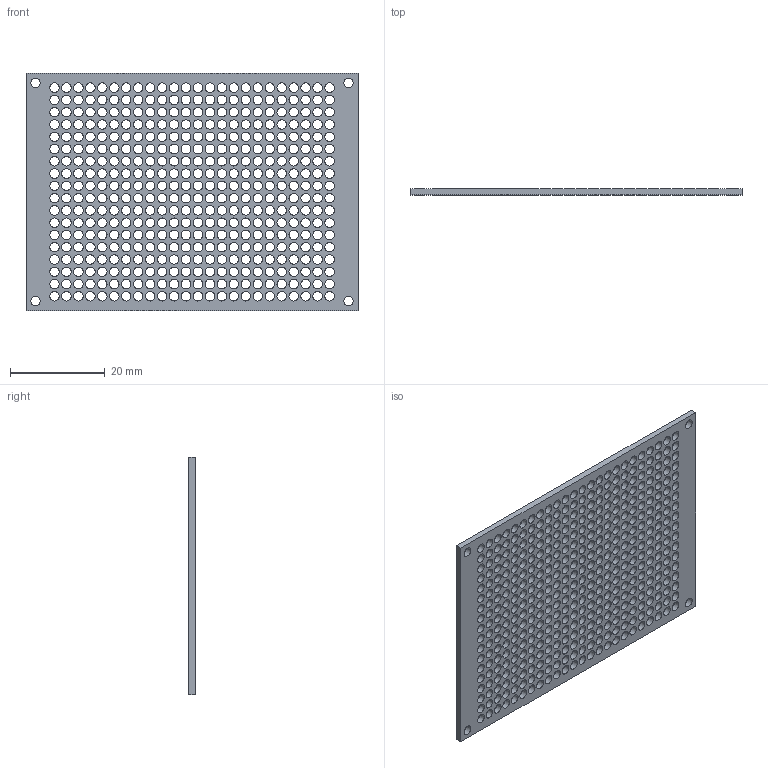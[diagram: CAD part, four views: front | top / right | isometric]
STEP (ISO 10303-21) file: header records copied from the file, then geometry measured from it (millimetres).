
FILE_DESCRIPTION(/* description */ (''),/* implementation_level */ '2;1');
FILE_NAME(/* name */ 'PCB.step',/* time_stamp */ '2018-10-05T18:19:10+02:00',/* author */ ('Rodrigo HC'),/* organization */ (''),/* preprocessor_version */ 'ST-DEVELOPER v16.1',/* originating_system */ 'Autodesk Inventor 2016',/* authorisation */ '');
FILE_SCHEMA (('AUTOMOTIVE_DESIGN { 1 0 10303 214 3 1 1 }'));
Length unit declared in the file: millimetre
Products named in the file (1): PCB
Bounding box: 70 x 1.3 x 50 mm (x, y, z)
Volume: 2769.3 mm3; surface area: 8133.8 mm2
Topology: 1 solids, 1 shells, 442 faces, 1320 edges, 880 vertices
Faces by surface type: cylinder 436, plane 6
Full cylindrical faces by diameter (mm): 2 x436
Entity records: 15004 total; most frequent: DIRECTION 2642, CARTESIAN_POINT 2207, ORIENTED_EDGE 1768, EDGE_LOOP 1750, AXIS2_PLACEMENT_3D 1315, FACE_BOUND 1308, EDGE_CURVE 884, VERTEX_POINT 880
